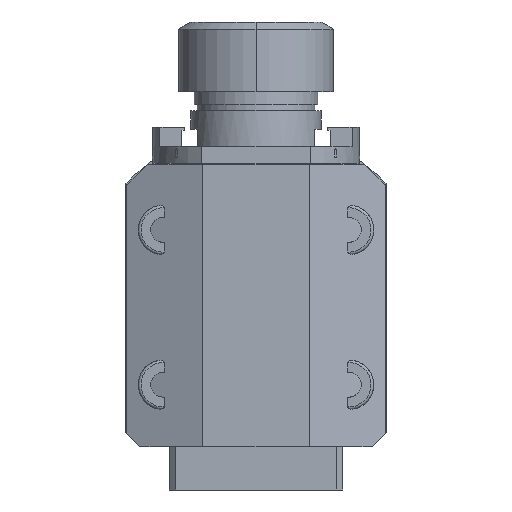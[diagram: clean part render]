
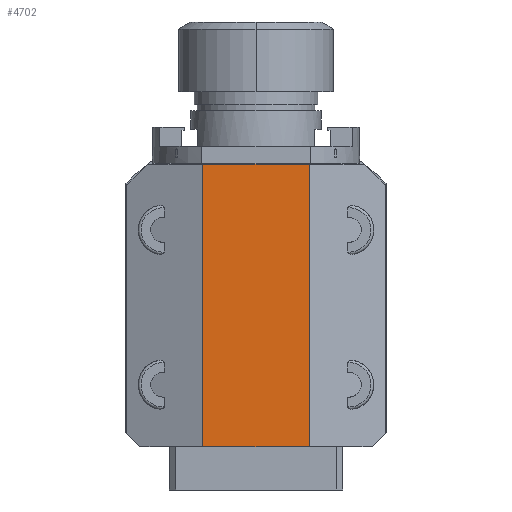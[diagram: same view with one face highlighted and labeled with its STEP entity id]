
A CAD part, left-side view. The second image highlights one B-rep face of the part: STEP entity #4702.
In plain terms, the highlighted planar face has unit normal (-1, 0, 0).
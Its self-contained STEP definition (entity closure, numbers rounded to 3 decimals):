
#690=DIRECTION('',(0.,0.,1.));
#691=VECTOR('',#690,91.2);
#692=CARTESIAN_POINT('',(-84.,17.249,-45.));
#693=LINE('',#692,#691);
#694=DIRECTION('',(0.,-1.,0.));
#695=VECTOR('',#694,34.498);
#696=CARTESIAN_POINT('',(-84.,17.249,46.2));
#697=LINE('',#696,#695);
#698=DIRECTION('',(0.,0.,1.));
#699=VECTOR('',#698,91.2);
#700=CARTESIAN_POINT('',(-84.,-17.249,-45.));
#701=LINE('',#700,#699);
#702=DIRECTION('',(0.,1.,0.));
#703=VECTOR('',#702,34.498);
#704=CARTESIAN_POINT('',(-84.,-17.249,-45.));
#705=LINE('',#704,#703);
#3501=CARTESIAN_POINT('',(-84.,17.249,-45.));
#3502=CARTESIAN_POINT('',(-84.,17.249,46.2));
#3503=VERTEX_POINT('',#3501);
#3504=VERTEX_POINT('',#3502);
#3505=CARTESIAN_POINT('',(-84.,-17.249,-45.));
#3506=CARTESIAN_POINT('',(-84.,-17.249,46.2));
#3507=VERTEX_POINT('',#3505);
#3508=VERTEX_POINT('',#3506);
#4690=CARTESIAN_POINT('',(-84.,0.,0.));
#4691=DIRECTION('',(1.,0.,0.));
#4692=DIRECTION('',(0.,1.,0.));
#4693=AXIS2_PLACEMENT_3D('',#4690,#4691,#4692);
#4694=PLANE('',#4693);
#4695=ORIENTED_EDGE('',*,*,#4643,.T.);
#4696=ORIENTED_EDGE('',*,*,#4368,.T.);
#4698=ORIENTED_EDGE('',*,*,#4697,.F.);
#4699=ORIENTED_EDGE('',*,*,#4524,.T.);
#4700=EDGE_LOOP('',(#4695,#4696,#4698,#4699));
#4701=FACE_OUTER_BOUND('',#4700,.F.);
#4702=ADVANCED_FACE('',(#4701),#4694,.F.);
#4368=EDGE_CURVE('',#3504,#3508,#697,.T.);
#4524=EDGE_CURVE('',#3507,#3503,#705,.T.);
#4643=EDGE_CURVE('',#3503,#3504,#693,.T.);
#4697=EDGE_CURVE('',#3507,#3508,#701,.T.);
